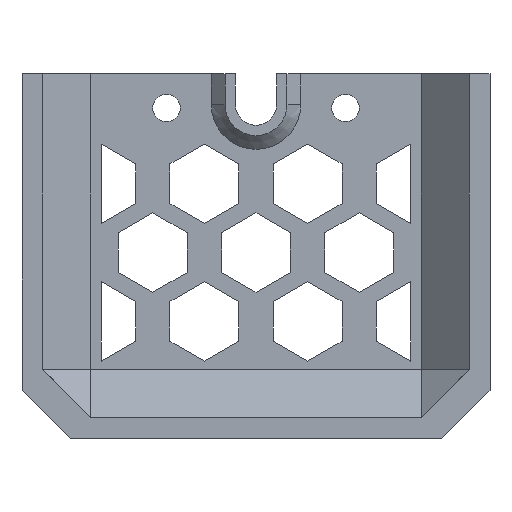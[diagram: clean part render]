
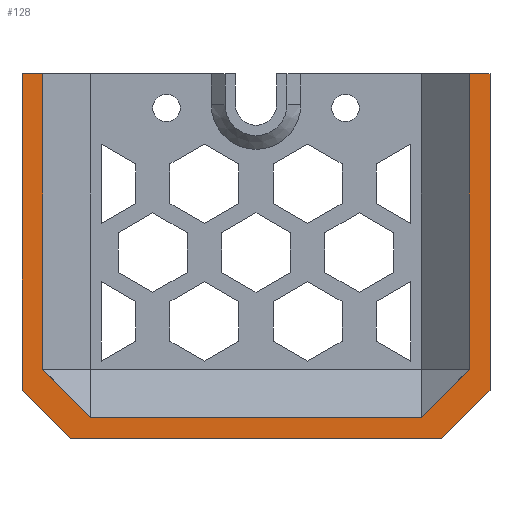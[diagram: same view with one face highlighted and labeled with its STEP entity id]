
A CAD part, front view. The second image highlights one B-rep face of the part: STEP entity #128.
In plain terms, the highlighted planar face has unit normal (0, -1, 0).
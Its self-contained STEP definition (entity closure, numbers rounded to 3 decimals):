
#128=ADVANCED_FACE('',(#1198),#1200,.T.);
#1198=FACE_BOUND('',#1199,.T.);
#1199=EDGE_LOOP('',(#4837,#4838,#4839,#4840,#4841,#4842,#4843,#4844,#4845,#4846,
#4847,#4848));
#1200=PLANE('',#1201);
#1201=AXIS2_PLACEMENT_3D('',#1202,#1203,#1204);
#1202=CARTESIAN_POINT('',(-34.,-65.5,0.));
#1203=DIRECTION('',(0.,-1.,0.));
#1204=DIRECTION('',(1.,0.,0.));
#4837=ORIENTED_EDGE('',*,*,#7548,.F.);
#4838=ORIENTED_EDGE('',*,*,#7549,.T.);
#4839=ORIENTED_EDGE('',*,*,#7550,.F.);
#4840=ORIENTED_EDGE('',*,*,#7551,.T.);
#4841=ORIENTED_EDGE('',*,*,#7376,.F.);
#4842=ORIENTED_EDGE('',*,*,#7552,.F.);
#4843=ORIENTED_EDGE('',*,*,#7553,.F.);
#4844=ORIENTED_EDGE('',*,*,#7554,.F.);
#4845=ORIENTED_EDGE('',*,*,#7555,.F.);
#4846=ORIENTED_EDGE('',*,*,#7556,.T.);
#4847=ORIENTED_EDGE('',*,*,#7363,.F.);
#4848=ORIENTED_EDGE('',*,*,#7406,.F.);
#7363=EDGE_CURVE('',#8970,#8972,#8973,.T.);
#7376=EDGE_CURVE('',#8992,#8994,#8995,.T.);
#7406=EDGE_CURVE('',#9039,#8970,#9041,.T.);
#7548=EDGE_CURVE('',#9324,#9039,#9325,.F.);
#7549=EDGE_CURVE('',#9324,#9326,#9327,.T.);
#7550=EDGE_CURVE('',#9328,#9326,#9329,.F.);
#7551=EDGE_CURVE('',#9328,#8994,#9330,.T.);
#7552=EDGE_CURVE('',#9331,#8992,#9332,.T.);
#7553=EDGE_CURVE('',#9333,#9331,#9334,.F.);
#7554=EDGE_CURVE('',#9335,#9333,#9336,.T.);
#7555=EDGE_CURVE('',#9337,#9335,#9338,.F.);
#7556=EDGE_CURVE('',#9337,#8972,#9339,.T.);
#8970=VERTEX_POINT('',#11826);
#8972=VERTEX_POINT('',#11830);
#8973=LINE('',#11831,#11832);
#8992=VERTEX_POINT('',#11874);
#8994=VERTEX_POINT('',#11878);
#8995=LINE('',#11879,#11880);
#9039=VERTEX_POINT('',#11985);
#9041=LINE('',#11989,#11990);
#9324=VERTEX_POINT('',#12559);
#9325=LINE('',#12560,#12561);
#9326=VERTEX_POINT('',#12563);
#9327=LINE('',#12564,#12565);
#9328=VERTEX_POINT('',#12567);
#9329=LINE('',#12568,#12569);
#9330=LINE('',#12571,#12572);
#9331=VERTEX_POINT('',#12574);
#9332=LINE('',#12575,#12576);
#9333=VERTEX_POINT('',#12578);
#9334=LINE('',#12579,#12580);
#9335=VERTEX_POINT('',#12582);
#9336=LINE('',#12583,#12584);
#9337=VERTEX_POINT('',#12586);
#9338=LINE('',#12587,#12588);
#9339=LINE('',#12590,#12591);
#11826=CARTESIAN_POINT('',(-34.,-65.5,53.));
#11830=CARTESIAN_POINT('',(-31.,-65.5,53.));
#11831=CARTESIAN_POINT('',(-34.,-65.5,53.));
#11832=VECTOR('',#11833,1.);
#11833=DIRECTION('',(1.,0.,0.));
#11874=CARTESIAN_POINT('',(31.,-65.5,53.));
#11878=CARTESIAN_POINT('',(34.,-65.5,53.));
#11879=CARTESIAN_POINT('',(31.,-65.5,53.));
#11880=VECTOR('',#11881,1.);
#11881=DIRECTION('',(1.,0.,0.));
#11985=CARTESIAN_POINT('',(-34.,-65.5,7.));
#11989=CARTESIAN_POINT('',(-34.,-65.5,7.));
#11990=VECTOR('',#11991,1.);
#11991=DIRECTION('',(0.,0.,1.));
#12559=CARTESIAN_POINT('',(-27.,-65.5,0.));
#12560=CARTESIAN_POINT('',(-34.,-65.5,7.));
#12561=VECTOR('',#12562,1.);
#12562=DIRECTION('',(0.707,0.,-0.707));
#12563=CARTESIAN_POINT('',(27.,-65.5,0.));
#12564=CARTESIAN_POINT('',(-27.,-65.5,0.));
#12565=VECTOR('',#12566,1.);
#12566=DIRECTION('',(1.,0.,0.));
#12567=CARTESIAN_POINT('',(34.,-65.5,7.));
#12568=CARTESIAN_POINT('',(27.,-65.5,0.));
#12569=VECTOR('',#12570,1.);
#12570=DIRECTION('',(0.707,0.,0.707));
#12571=CARTESIAN_POINT('',(34.,-65.5,7.));
#12572=VECTOR('',#12573,1.);
#12573=DIRECTION('',(0.,0.,1.));
#12574=CARTESIAN_POINT('',(31.,-65.5,10.));
#12575=CARTESIAN_POINT('',(31.,-65.5,10.));
#12576=VECTOR('',#12577,1.);
#12577=DIRECTION('',(0.,0.,1.));
#12578=CARTESIAN_POINT('',(24.,-65.5,3.));
#12579=CARTESIAN_POINT('',(31.,-65.5,10.));
#12580=VECTOR('',#12581,1.);
#12581=DIRECTION('',(-0.707,0.,-0.707));
#12582=CARTESIAN_POINT('',(-24.,-65.5,3.));
#12583=CARTESIAN_POINT('',(-24.,-65.5,3.));
#12584=VECTOR('',#12585,1.);
#12585=DIRECTION('',(1.,0.,0.));
#12586=CARTESIAN_POINT('',(-31.,-65.5,10.));
#12587=CARTESIAN_POINT('',(-24.,-65.5,3.));
#12588=VECTOR('',#12589,1.);
#12589=DIRECTION('',(-0.707,0.,0.707));
#12590=CARTESIAN_POINT('',(-31.,-65.5,10.));
#12591=VECTOR('',#12592,1.);
#12592=DIRECTION('',(0.,0.,1.));
